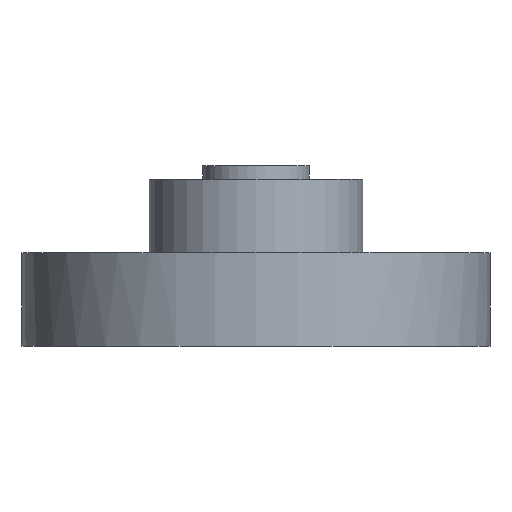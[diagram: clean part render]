
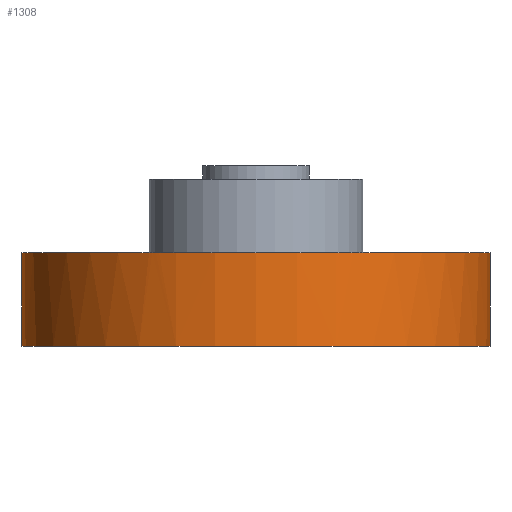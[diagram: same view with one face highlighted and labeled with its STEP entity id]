
A CAD part, front view. The second image highlights one B-rep face of the part: STEP entity #1308.
In plain terms, the highlighted cylindrical face has radius 17.5 mm (diameter 35 mm), a partial arc.
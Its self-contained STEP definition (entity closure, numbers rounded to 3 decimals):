
#11 = DIRECTION ( 'NONE',  ( -1., 0., 0. ) ) ;
#49 = AXIS2_PLACEMENT_3D ( 'NONE', #216, #82, #97 ) ;
#67 = VERTEX_POINT ( 'NONE', #1177 ) ;
#77 = EDGE_CURVE ( 'NONE', #1147, #289, #1331, .T. ) ;
#80 = CARTESIAN_POINT ( 'NONE',  ( -6.07, -16.414, 1.459 ) ) ;
#82 = DIRECTION ( 'NONE',  ( 0., 0., -1. ) ) ;
#84 = DIRECTION ( 'NONE',  ( 0., 0., 1. ) ) ;
#86 = VERTEX_POINT ( 'NONE', #91 ) ;
#88 = CARTESIAN_POINT ( 'NONE',  ( -7.39, -15.864, 0.091 ) ) ;
#91 = CARTESIAN_POINT ( 'NONE',  ( 6., -16.439, 0. ) ) ;
#97 = DIRECTION ( 'NONE',  ( -1., 0., 0. ) ) ;
#123 = VERTEX_POINT ( 'NONE', #427 ) ;
#148 = ORIENTED_EDGE ( 'NONE', *, *, #397, .T. ) ;
#159 = DIRECTION ( 'NONE',  ( 0., 0., 1. ) ) ;
#166 = CARTESIAN_POINT ( 'NONE',  ( 17.5, 0., -7. ) ) ;
#179 = LINE ( 'NONE', #658, #1134 ) ;
#187 = AXIS2_PLACEMENT_3D ( 'NONE', #447, #423, #199 ) ;
#188 = EDGE_CURVE ( 'NONE', #86, #1317, #1102, .T. ) ;
#199 = DIRECTION ( 'NONE',  ( -1., 0., 0. ) ) ;
#200 = CARTESIAN_POINT ( 'NONE',  ( -6.014, -16.434, 1.725 ) ) ;
#214 = DIRECTION ( 'NONE',  ( -1., 0., 0. ) ) ;
#215 = CARTESIAN_POINT ( 'NONE',  ( -6.112, -16.398, 1.326 ) ) ;
#216 = CARTESIAN_POINT ( 'NONE',  ( 0., 0., -7. ) ) ;
#262 = CARTESIAN_POINT ( 'NONE',  ( 7.036, -16.025, 0.229 ) ) ;
#266 = CARTESIAN_POINT ( 'NONE',  ( 6.529, -16.237, 0.639 ) ) ;
#272 = CARTESIAN_POINT ( 'NONE',  ( 6.071, -16.413, 1.454 ) ) ;
#280 = CARTESIAN_POINT ( 'NONE',  ( 8., -15.564, 0. ) ) ;
#289 = VERTEX_POINT ( 'NONE', #1098 ) ;
#299 = CARTESIAN_POINT ( 'NONE',  ( -7.041, -16.022, 0.24 ) ) ;
#345 = ORIENTED_EDGE ( 'NONE', *, *, #77, .F. ) ;
#354 = DIRECTION ( 'NONE',  ( 0., 0., -1. ) ) ;
#360 = VERTEX_POINT ( 'NONE', #1357 ) ;
#364 = CARTESIAN_POINT ( 'NONE',  ( -6., -16.439, 2. ) ) ;
#369 = CARTESIAN_POINT ( 'NONE',  ( 0., 0., 0. ) ) ;
#376 = CARTESIAN_POINT ( 'NONE',  ( 7.754, -15.691, 0. ) ) ;
#397 = EDGE_CURVE ( 'NONE', #1147, #67, #1365, .T. ) ;
#415 = CARTESIAN_POINT ( 'NONE',  ( -6.433, -16.276, 0.73 ) ) ;
#419 = FACE_OUTER_BOUND ( 'NONE', #1144, .T. ) ;
#423 = DIRECTION ( 'NONE',  ( 0., 0., -1. ) ) ;
#427 = CARTESIAN_POINT ( 'NONE',  ( -8., -15.564, 0. ) ) ;
#428 = AXIS2_PLACEMENT_3D ( 'NONE', #1132, #84, #1010 ) ;
#442 = CARTESIAN_POINT ( 'NONE',  ( -6., -16.439, 2. ) ) ;
#444 = CARTESIAN_POINT ( 'NONE',  ( -6., -16.439, 2. ) ) ;
#447 = CARTESIAN_POINT ( 'NONE',  ( 0., 0., 0. ) ) ;
#449 = CARTESIAN_POINT ( 'NONE',  ( 6., -16.439, 0. ) ) ;
#467 = EDGE_CURVE ( 'NONE', #86, #613, #1048, .T. ) ;
#476 = CARTESIAN_POINT ( 'NONE',  ( 0., 0., 0. ) ) ;
#518 = CARTESIAN_POINT ( 'NONE',  ( 6., -16.439, 2. ) ) ;
#521 = CIRCLE ( 'NONE', #1073, 17.5 ) ;
#532 = ORIENTED_EDGE ( 'NONE', *, *, #668, .F. ) ;
#533 = EDGE_CURVE ( 'NONE', #1506, #123, #849, .T. ) ;
#535 = ORIENTED_EDGE ( 'NONE', *, *, #858, .T. ) ;
#553 = CARTESIAN_POINT ( 'NONE',  ( -6.274, -16.337, 0.954 ) ) ;
#573 = VERTEX_POINT ( 'NONE', #826 ) ;
#613 = VERTEX_POINT ( 'NONE', #1542 ) ;
#618 = CARTESIAN_POINT ( 'NONE',  ( 6.113, -16.398, 1.325 ) ) ;
#623 = AXIS2_PLACEMENT_3D ( 'NONE', #476, #1302, #11 ) ;
#626 = VECTOR ( 'NONE', #159, 1000. ) ;
#637 = CARTESIAN_POINT ( 'NONE',  ( 6.442, -16.271, 0.739 ) ) ;
#658 = CARTESIAN_POINT ( 'NONE',  ( -17.5, 0., -7. ) ) ;
#668 = EDGE_CURVE ( 'NONE', #1506, #1317, #935, .T. ) ;
#732 = CARTESIAN_POINT ( 'NONE',  ( 6., -16.439, 1.861 ) ) ;
#753 = CARTESIAN_POINT ( 'NONE',  ( 7.51, -15.809, 0.044 ) ) ;
#767 = CYLINDRICAL_SURFACE ( 'NONE', #428, 17.5 ) ;
#779 = CARTESIAN_POINT ( 'NONE',  ( -7.512, -15.806, 0.057 ) ) ;
#826 = CARTESIAN_POINT ( 'NONE',  ( -17.5, 0., 0. ) ) ;
#849 = B_SPLINE_CURVE_WITH_KNOTS ( 'NONE', 3,
 ( #442, #1184, #200, #80, #215, #553, #415, #1166, #1380, #299, #1031, #88, #779, #1038, #1266, #923 ),
 .UNSPECIFIED., .F., .F.,
 ( 4, 2, 2, 2, 2, 2, 2, 4 ),
 ( 0., 0., 0.001, 0.002, 0.002, 0.002, 0.003, 0.003 ),
 .UNSPECIFIED. ) ;
#856 = CARTESIAN_POINT ( 'NONE',  ( 6.817, -16.119, 0.366 ) ) ;
#858 = EDGE_CURVE ( 'NONE', #67, #360, #1145, .T. ) ;
#871 = ORIENTED_EDGE ( 'NONE', *, *, #1351, .F. ) ;
#923 = CARTESIAN_POINT ( 'NONE',  ( -8., -15.564, 0. ) ) ;
#935 = LINE ( 'NONE', #364, #1289 ) ;
#942 = B_SPLINE_CURVE_WITH_KNOTS ( 'NONE', 3,
 ( #280, #376, #753, #262, #856, #266, #637, #1238, #996, #618, #272, #990, #732, #518 ),
 .UNSPECIFIED., .F., .F.,
 ( 4, 2, 2, 2, 2, 2, 4 ),
 ( 0., 0.001, 0.002, 0.002, 0.002, 0.003, 0.003 ),
 .UNSPECIFIED. ) ;
#990 = CARTESIAN_POINT ( 'NONE',  ( 6.015, -16.434, 1.722 ) ) ;
#996 = CARTESIAN_POINT ( 'NONE',  ( 6.221, -16.357, 1.076 ) ) ;
#1002 = EDGE_CURVE ( 'NONE', #123, #573, #521, .T. ) ;
#1010 = DIRECTION ( 'NONE',  ( 1., 0., 0. ) ) ;
#1031 = CARTESIAN_POINT ( 'NONE',  ( -7.154, -15.971, 0.183 ) ) ;
#1035 = ORIENTED_EDGE ( 'NONE', *, *, #533, .T. ) ;
#1038 = CARTESIAN_POINT ( 'NONE',  ( -7.755, -15.689, 0.011 ) ) ;
#1048 = LINE ( 'NONE', #449, #1160 ) ;
#1073 = AXIS2_PLACEMENT_3D ( 'NONE', #369, #354, #214 ) ;
#1098 = CARTESIAN_POINT ( 'NONE',  ( -17.5, 0., -7. ) ) ;
#1102 = CIRCLE ( 'NONE', #623, 17.5 ) ;
#1132 = CARTESIAN_POINT ( 'NONE',  ( 0., 0., -7. ) ) ;
#1134 = VECTOR ( 'NONE', #1306, 1000. ) ;
#1135 = ORIENTED_EDGE ( 'NONE', *, *, #1142, .T. ) ;
#1142 = EDGE_CURVE ( 'NONE', #360, #613, #942, .T. ) ;
#1144 = EDGE_LOOP ( 'NONE', ( #871, #345, #148, #535, #1135, #1299, #1447, #532, #1035, #1399 ) ) ;
#1145 = CIRCLE ( 'NONE', #187, 17.5 ) ;
#1147 = VERTEX_POINT ( 'NONE', #1231 ) ;
#1160 = VECTOR ( 'NONE', #1411, 1000. ) ;
#1166 = CARTESIAN_POINT ( 'NONE',  ( -6.718, -16.159, 0.459 ) ) ;
#1177 = CARTESIAN_POINT ( 'NONE',  ( 17.5, 0., 0. ) ) ;
#1184 = CARTESIAN_POINT ( 'NONE',  ( -6., -16.439, 1.861 ) ) ;
#1231 = CARTESIAN_POINT ( 'NONE',  ( 17.5, 0., -7. ) ) ;
#1238 = CARTESIAN_POINT ( 'NONE',  ( 6.289, -16.331, 0.956 ) ) ;
#1262 = CARTESIAN_POINT ( 'NONE',  ( -6., -16.439, 0. ) ) ;
#1266 = CARTESIAN_POINT ( 'NONE',  ( -7.877, -15.628, 0. ) ) ;
#1289 = VECTOR ( 'NONE', #1535, 1000. ) ;
#1299 = ORIENTED_EDGE ( 'NONE', *, *, #467, .F. ) ;
#1302 = DIRECTION ( 'NONE',  ( 0., 0., -1. ) ) ;
#1306 = DIRECTION ( 'NONE',  ( 0., 0., 1. ) ) ;
#1308 = ADVANCED_FACE ( 'NONE', ( #419 ), #767, .T. ) ;
#1317 = VERTEX_POINT ( 'NONE', #1262 ) ;
#1331 = CIRCLE ( 'NONE', #49, 17.5 ) ;
#1351 = EDGE_CURVE ( 'NONE', #289, #573, #179, .T. ) ;
#1357 = CARTESIAN_POINT ( 'NONE',  ( 8., -15.564, 0. ) ) ;
#1365 = LINE ( 'NONE', #166, #626 ) ;
#1380 = CARTESIAN_POINT ( 'NONE',  ( -6.823, -16.116, 0.378 ) ) ;
#1399 = ORIENTED_EDGE ( 'NONE', *, *, #1002, .T. ) ;
#1411 = DIRECTION ( 'NONE',  ( 0., 0., 1. ) ) ;
#1447 = ORIENTED_EDGE ( 'NONE', *, *, #188, .T. ) ;
#1506 = VERTEX_POINT ( 'NONE', #444 ) ;
#1535 = DIRECTION ( 'NONE',  ( 0., 0., -1. ) ) ;
#1542 = CARTESIAN_POINT ( 'NONE',  ( 6., -16.439, 2. ) ) ;
